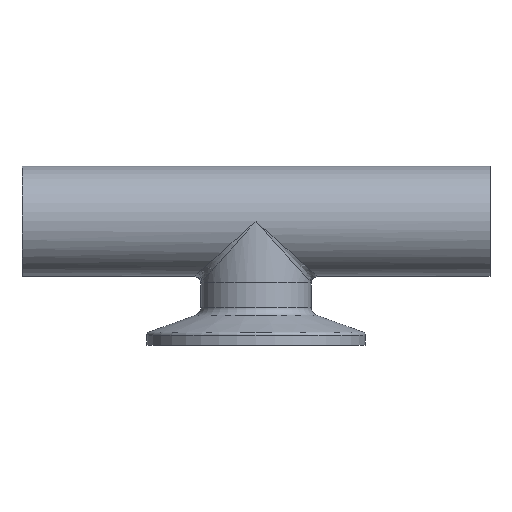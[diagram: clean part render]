
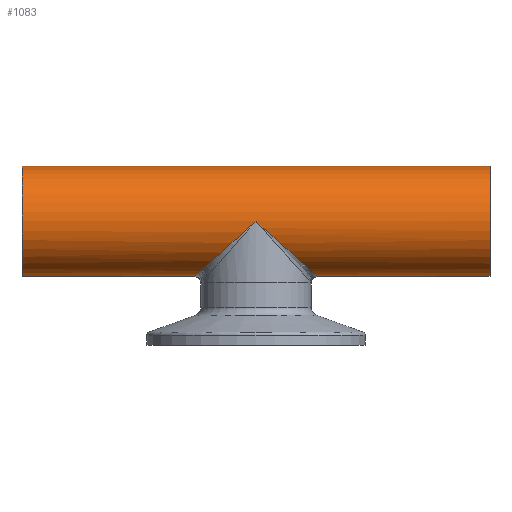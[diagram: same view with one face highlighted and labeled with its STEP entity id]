
A CAD part, top view. The second image highlights one B-rep face of the part: STEP entity #1083.
In plain terms, the highlighted cylindrical face has radius 12.7 mm (diameter 25.4 mm), a full revolution.
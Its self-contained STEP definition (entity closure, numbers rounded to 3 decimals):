
#859=CARTESIAN_POINT('',(54.0,0.0,12.7));
#860=VERTEX_POINT('',#859);
#868=CARTESIAN_POINT('',(54.0,0.0,-12.7));
#869=VERTEX_POINT('',#868);
#870=CARTESIAN_POINT('',(54.0,0.0,0.0));
#871=DIRECTION('',(-0.667,0.745,0.0));
#872=DIRECTION('',(0.745,0.667,0.0));
#873=AXIS2_PLACEMENT_3D('',#870,#871,#872);
#874=ELLIPSE('',#873,19.051,12.7);
#875=EDGE_CURVE('',#860,#869,#874,.T.);
#947=CARTESIAN_POINT('',(54.0,0.0,0.0));
#948=DIRECTION('',(0.667,0.745,0.0));
#949=DIRECTION('',(-0.745,0.667,0.0));
#950=AXIS2_PLACEMENT_3D('',#947,#948,#949);
#951=ELLIPSE('',#950,19.051,12.7);
#952=EDGE_CURVE('',#869,#860,#951,.T.);
#1037=CARTESIAN_POINT('',(0.,12.7,0.0));
#1038=VERTEX_POINT('',#1037);
#1039=CARTESIAN_POINT('',(0.,0.0,0.0));
#1040=DIRECTION('',(1.0,0.0,0.0));
#1041=DIRECTION('',(0.0,1.0,0.0));
#1042=AXIS2_PLACEMENT_3D('',#1039,#1040,#1041);
#1043=CIRCLE('',#1042,12.7);
#1044=EDGE_CURVE('',#1038,#1038,#1043,.T.);
#1060=CARTESIAN_POINT('',(54.0,0.0,0.0));
#1061=DIRECTION('',(1.0,0.0,0.0));
#1062=DIRECTION('',(0.0,1.0,0.0));
#1063=AXIS2_PLACEMENT_3D('',#1060,#1061,#1062);
#1064=CYLINDRICAL_SURFACE('',#1063,12.7);
#1065=CARTESIAN_POINT('',(108.0,12.7,0.0));
#1066=VERTEX_POINT('',#1065);
#1067=CARTESIAN_POINT('',(108.0,0.0,0.0));
#1068=DIRECTION('',(1.0,0.0,0.0));
#1069=DIRECTION('',(0.0,1.0,0.0));
#1070=AXIS2_PLACEMENT_3D('',#1067,#1068,#1069);
#1071=CIRCLE('',#1070,12.7);
#1072=EDGE_CURVE('',#1066,#1066,#1071,.T.);
#1073=ORIENTED_EDGE('',*,*,#1072,.F.);
#1074=EDGE_LOOP('',(#1073));
#1075=FACE_OUTER_BOUND('',#1074,.T.);
#1076=ORIENTED_EDGE('',*,*,#875,.F.);
#1077=ORIENTED_EDGE('',*,*,#952,.F.);
#1078=EDGE_LOOP('',(#1076,#1077));
#1079=FACE_BOUND('',#1078,.T.);
#1080=ORIENTED_EDGE('',*,*,#1044,.T.);
#1081=EDGE_LOOP('',(#1080));
#1082=FACE_BOUND('',#1081,.T.);
#1083=ADVANCED_FACE('',(#1075,#1079,#1082),#1064,.T.);
